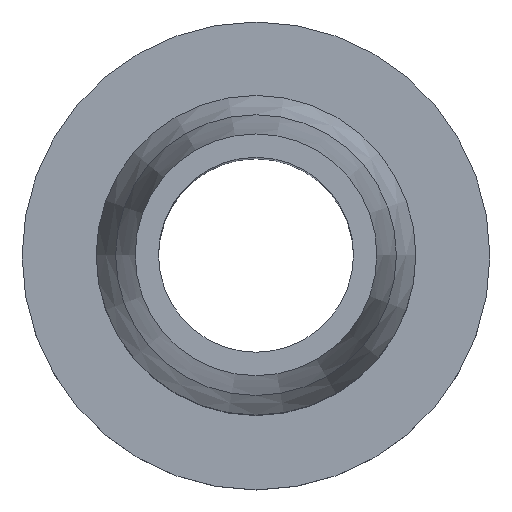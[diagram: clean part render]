
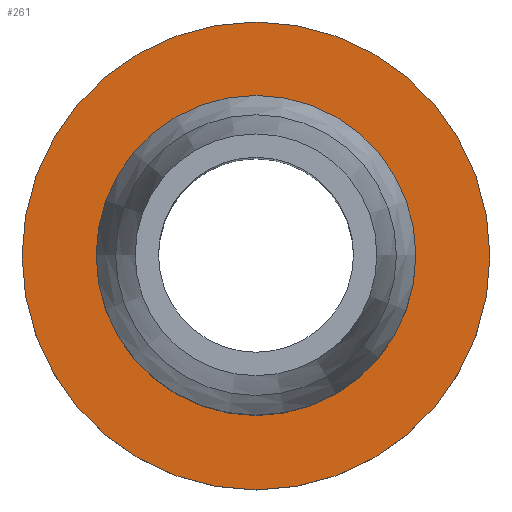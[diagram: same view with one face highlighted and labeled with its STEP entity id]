
A CAD part, top view. The second image highlights one B-rep face of the part: STEP entity #261.
In plain terms, the highlighted planar face has unit normal (0, 0, 1).
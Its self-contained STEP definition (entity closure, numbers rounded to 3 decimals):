
#28=PLANE('',#303);
#46=FACE_BOUND('',#109,.T.);
#69=FACE_OUTER_BOUND('',#108,.T.);
#108=EDGE_LOOP('',(#223));
#109=EDGE_LOOP('',(#224));
#138=CIRCLE('',#302,3.6);
#139=CIRCLE('',#304,6.);
#161=VERTEX_POINT('',#459);
#162=VERTEX_POINT('',#462);
#184=EDGE_CURVE('',#161,#161,#138,.T.);
#185=EDGE_CURVE('',#162,#162,#139,.T.);
#223=ORIENTED_EDGE('',*,*,#185,.F.);
#224=ORIENTED_EDGE('',*,*,#184,.T.);
#261=ADVANCED_FACE('',(#69,#46),#28,.T.);
#302=AXIS2_PLACEMENT_3D('',#460,#382,#383);
#303=AXIS2_PLACEMENT_3D('',#461,#384,#385);
#304=AXIS2_PLACEMENT_3D('',#463,#386,#387);
#382=DIRECTION('center_axis',(0.,0.,-1.));
#383=DIRECTION('ref_axis',(1.,0.,0.));
#384=DIRECTION('center_axis',(0.,0.,1.));
#385=DIRECTION('ref_axis',(1.,0.,0.));
#386=DIRECTION('center_axis',(0.,0.,-1.));
#387=DIRECTION('ref_axis',(1.,0.,0.));
#459=CARTESIAN_POINT('',(16.401,14.633,27.824));
#460=CARTESIAN_POINT('Origin',(12.801,14.633,27.824));
#461=CARTESIAN_POINT('Origin',(18.801,14.633,27.824));
#462=CARTESIAN_POINT('',(18.801,14.633,27.824));
#463=CARTESIAN_POINT('Origin',(12.801,14.633,27.824));
